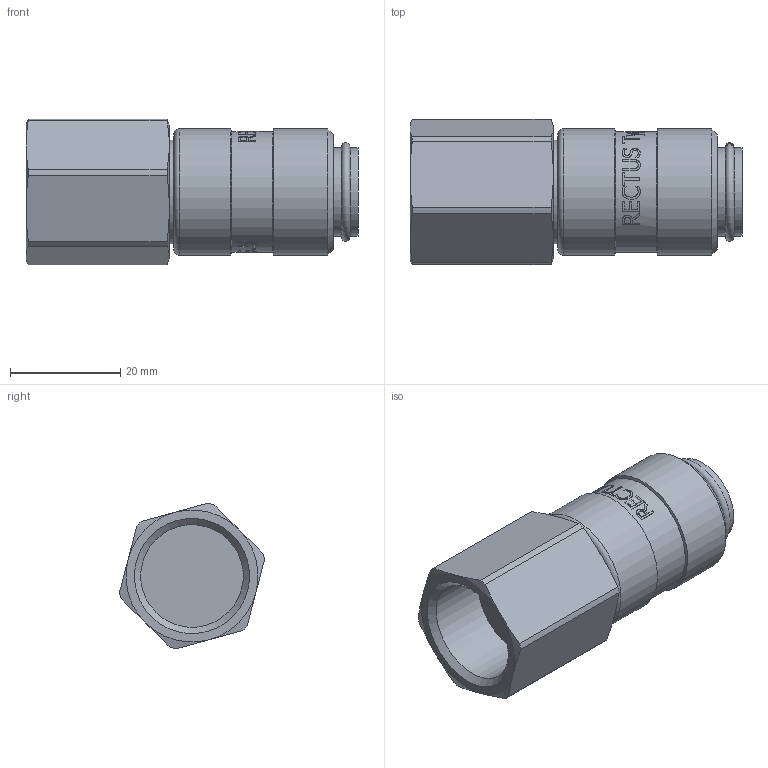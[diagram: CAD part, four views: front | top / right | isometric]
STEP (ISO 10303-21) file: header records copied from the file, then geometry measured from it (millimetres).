
FILE_DESCRIPTION((''),'2;1');
FILE_NAME('19kaiw21mpx.stp','2013-12-16T13:06:12',('AS035480'),(''),'Autodesk Inventor 2013','Autodesk Inventor 2013','');
FILE_SCHEMA(('AUTOMOTIVE_DESIGN { 1 0 10303 214 1 1 1 1 }'));
Length unit declared in the file: millimetre
Products named in the file (1): D108866
Bounding box: 60.33 x 26.37 x 26.45 mm (x, y, z)
Volume: 21647.6 mm3; surface area: 9274.2 mm2
Topology: 1 solids, 2 shells, 321 faces, 847 edges, 559 vertices
Faces by surface type: bspline 131, plane 129, cylinder 41, cone 17, torus 3
Full cylindrical faces by diameter (mm): 15 x1, 16 x2, 16.3 x1, 17.991 x2, 18.631 x1, 18.95 x1, 19 x1, 19.3 x1, 21 x1, 22 x1, 23 x2
Entity records: 42897 total; most frequent: CARTESIAN_POINT 35799, ORIENTED_EDGE 1634, DIRECTION 924, EDGE_CURVE 817, VERTEX_POINT 552, EDGE_LOOP 375, B_SPLINE_CURVE_WITH_KNOTS 369, FACE_OUTER_BOUND 321
